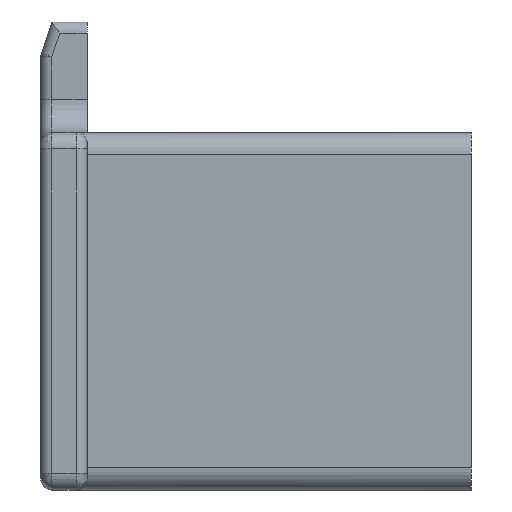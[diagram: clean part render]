
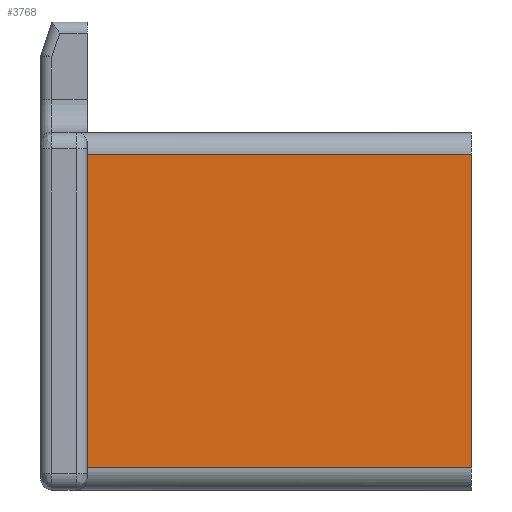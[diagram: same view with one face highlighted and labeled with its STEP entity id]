
A CAD part, left-side view. The second image highlights one B-rep face of the part: STEP entity #3768.
In plain terms, the highlighted planar face has unit normal (-1, 0, 0).
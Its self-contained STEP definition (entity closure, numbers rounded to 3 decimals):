
#62=PLANE('',#4027);
#312=LINE('',#5609,#803);
#314=LINE('',#5616,#805);
#315=LINE('',#5618,#806);
#316=LINE('',#5619,#807);
#803=VECTOR('',#4483,10.);
#805=VECTOR('',#4493,10.);
#806=VECTOR('',#4494,10.);
#807=VECTOR('',#4495,10.);
#1265=FACE_OUTER_BOUND('',#1469,.T.);
#1469=EDGE_LOOP('',(#2895,#2896,#2897,#2898));
#1802=VERTEX_POINT('',#5606);
#1803=VERTEX_POINT('',#5608);
#1804=VERTEX_POINT('',#5615);
#1805=VERTEX_POINT('',#5617);
#2215=EDGE_CURVE('',#1803,#1802,#312,.T.);
#2218=EDGE_CURVE('',#1804,#1802,#314,.T.);
#2219=EDGE_CURVE('',#1804,#1805,#315,.T.);
#2220=EDGE_CURVE('',#1803,#1805,#316,.T.);
#2895=ORIENTED_EDGE('',*,*,#2215,.T.);
#2896=ORIENTED_EDGE('',*,*,#2218,.F.);
#2897=ORIENTED_EDGE('',*,*,#2219,.T.);
#2898=ORIENTED_EDGE('',*,*,#2220,.F.);
#3768=ADVANCED_FACE('',(#1265),#62,.T.);
#4027=AXIS2_PLACEMENT_3D('',#5614,#4491,#4492);
#4483=DIRECTION('',(0.,0.,-1.));
#4491=DIRECTION('center_axis',(-1.,0.,0.));
#4492=DIRECTION('ref_axis',(0.,0.,1.));
#4493=DIRECTION('',(0.,1.,0.));
#4494=DIRECTION('',(0.,0.,1.));
#4495=DIRECTION('',(0.,-1.,0.));
#5606=CARTESIAN_POINT('',(0.,17.4,-7.1));
#5608=CARTESIAN_POINT('',(0.,17.4,7.1));
#5609=CARTESIAN_POINT('',(0.,17.4,-4.05));
#5614=CARTESIAN_POINT('Origin',(0.,0.,-8.1));
#5615=CARTESIAN_POINT('',(0.,0.,-7.1));
#5616=CARTESIAN_POINT('',(0.,0.,-7.1));
#5617=CARTESIAN_POINT('',(0.,0.,7.1));
#5618=CARTESIAN_POINT('',(0.,0.,-8.1));
#5619=CARTESIAN_POINT('',(0.,0.,7.1));
